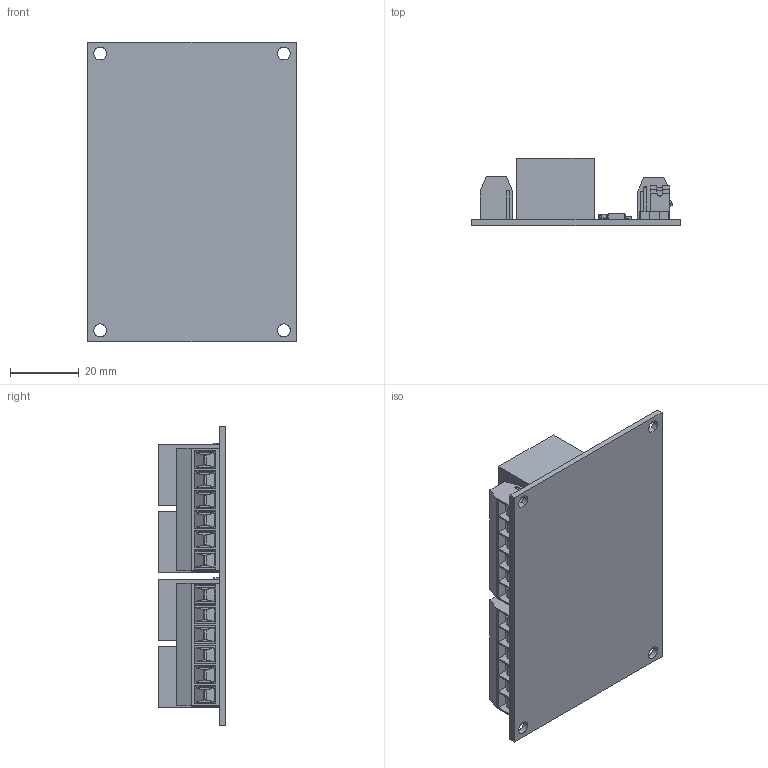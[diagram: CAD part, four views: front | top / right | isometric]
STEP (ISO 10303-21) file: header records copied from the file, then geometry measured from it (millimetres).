
FILE_DESCRIPTION(('FreeCAD Model'),'2;1');
FILE_NAME('Open CASCADE Shape Model','2025-05-05T07:02:11',('FreeCAD'),( 'FreeCAD'),'Open CASCADE STEP processor 7.6','FreeCAD','Unknown');
FILE_SCHEMA(('AUTOMOTIVE_DESIGN { 1 0 10303 214 1 1 1 1 }'));
Products named in the file (1): Open CASCADE STEP translator 7.6 1
Bounding box: 60.57 x 19.55 x 86.75 mm (x, y, z)
Volume: 46999.2 mm3; surface area: 33265.5 mm2
Topology: 162 solids, 162 shells, 2367 faces, 5726 edges, 3740 vertices
Faces by surface type: bspline 2367
Entity records: 64312 total; most frequent: CARTESIAN_POINT 29009, ORIENTED_EDGE 11452, EDGE_CURVE 5726, B_SPLINE_CURVE_WITH_KNOTS 4930, VERTEX_POINT 3740, FACE_BOUND 2468, EDGE_LOOP 2468, ADVANCED_FACE 2367
